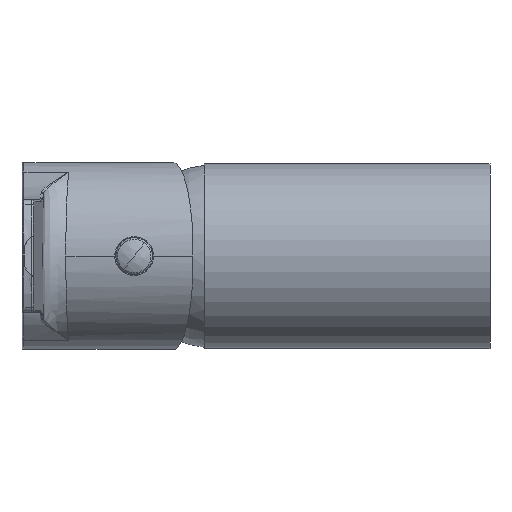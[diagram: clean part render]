
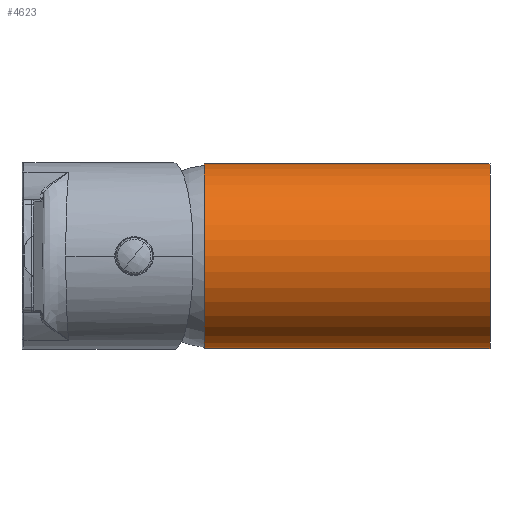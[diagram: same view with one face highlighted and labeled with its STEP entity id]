
A CAD part, left-side view. The second image highlights one B-rep face of the part: STEP entity #4623.
In plain terms, the highlighted cylindrical face has radius 23.8 mm (diameter 47.6 mm), a partial arc.
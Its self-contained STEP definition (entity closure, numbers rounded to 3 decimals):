
#520 = EDGE_CURVE ( 'NONE', #4874, #3336, #5071, .T. ) ;
#695 = VECTOR ( 'NONE', #1430, 1000. ) ;
#727 = VERTEX_POINT ( 'NONE', #1599 ) ;
#757 = DIRECTION ( 'NONE',  ( 0., -1., 0. ) ) ;
#1342 = AXIS2_PLACEMENT_3D ( 'NONE', #3652, #5486, #4362 ) ;
#1367 = CIRCLE ( 'NONE', #2916, 23.8 ) ;
#1430 = DIRECTION ( 'NONE',  ( 0., -1., 0. ) ) ;
#1599 = CARTESIAN_POINT ( 'NONE',  ( 0., 58.85, -23.8 ) ) ;
#2124 = CIRCLE ( 'NONE', #4547, 23.8 ) ;
#2804 = DIRECTION ( 'NONE',  ( 0., 0., 1. ) ) ;
#2916 = AXIS2_PLACEMENT_3D ( 'NONE', #6813, #757, #3353 ) ;
#3336 = VERTEX_POINT ( 'NONE', #3805 ) ;
#3353 = DIRECTION ( 'NONE',  ( 0., 0., -1. ) ) ;
#3553 = VECTOR ( 'NONE', #4834, 1000. ) ;
#3652 = CARTESIAN_POINT ( 'NONE',  ( 0., 58.85, 0. ) ) ;
#3653 = VERTEX_POINT ( 'NONE', #4043 ) ;
#3776 = FACE_OUTER_BOUND ( 'NONE', #4233, .T. ) ;
#3805 = CARTESIAN_POINT ( 'NONE',  ( 0., -14.75, 23.8 ) ) ;
#4043 = CARTESIAN_POINT ( 'NONE',  ( 0., -14.75, -23.8 ) ) ;
#4233 = EDGE_LOOP ( 'NONE', ( #4894, #7452, #6405, #7809 ) ) ;
#4362 = DIRECTION ( 'NONE',  ( 0., 0., -1. ) ) ;
#4547 = AXIS2_PLACEMENT_3D ( 'NONE', #5841, #7817, #2804 ) ;
#4623 = ADVANCED_FACE ( 'NONE', ( #3776 ), #6245, .T. ) ;
#4834 = DIRECTION ( 'NONE',  ( 0., -1., 0. ) ) ;
#4874 = VERTEX_POINT ( 'NONE', #5202 ) ;
#4894 = ORIENTED_EDGE ( 'NONE', *, *, #520, .F. ) ;
#5071 = LINE ( 'NONE', #7526, #695 ) ;
#5111 = EDGE_CURVE ( 'NONE', #727, #4874, #2124, .T. ) ;
#5202 = CARTESIAN_POINT ( 'NONE',  ( 0., 58.85, 23.8 ) ) ;
#5486 = DIRECTION ( 'NONE',  ( 0., -1., 0. ) ) ;
#5841 = CARTESIAN_POINT ( 'NONE',  ( 0., 58.85, 0. ) ) ;
#6152 = CARTESIAN_POINT ( 'NONE',  ( 0., 58.85, -23.8 ) ) ;
#6245 = CYLINDRICAL_SURFACE ( 'NONE', #1342, 23.8 ) ;
#6321 = EDGE_CURVE ( 'NONE', #727, #3653, #7442, .T. ) ;
#6405 = ORIENTED_EDGE ( 'NONE', *, *, #6321, .T. ) ;
#6813 = CARTESIAN_POINT ( 'NONE',  ( 0., -14.75, 0. ) ) ;
#6859 = EDGE_CURVE ( 'NONE', #3336, #3653, #1367, .T. ) ;
#7442 = LINE ( 'NONE', #6152, #3553 ) ;
#7452 = ORIENTED_EDGE ( 'NONE', *, *, #5111, .F. ) ;
#7526 = CARTESIAN_POINT ( 'NONE',  ( 0., 58.85, 23.8 ) ) ;
#7809 = ORIENTED_EDGE ( 'NONE', *, *, #6859, .F. ) ;
#7817 = DIRECTION ( 'NONE',  ( 0., 1., 0. ) ) ;
